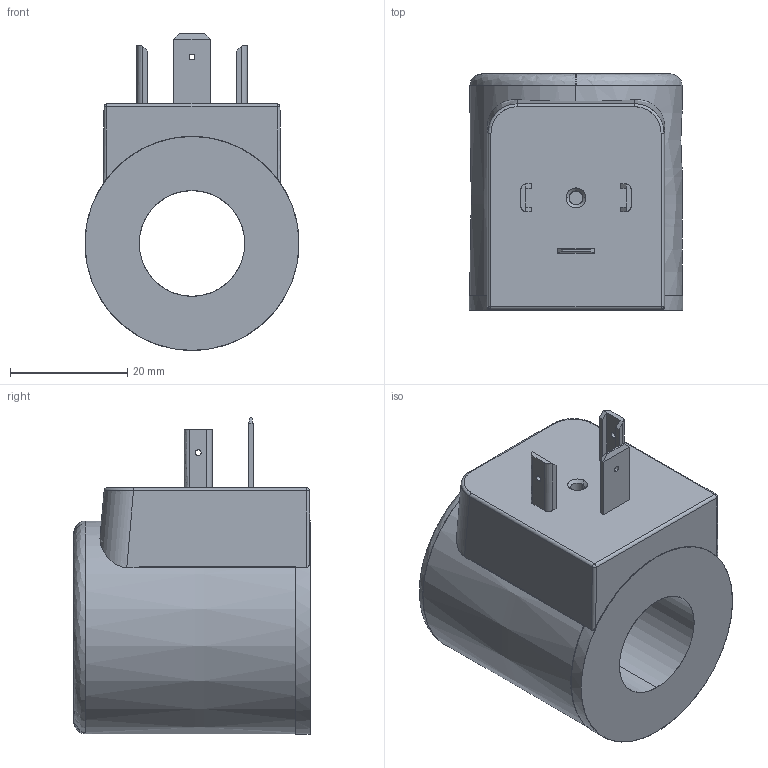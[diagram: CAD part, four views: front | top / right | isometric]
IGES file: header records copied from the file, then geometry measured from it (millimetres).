
Start section: SolidWorks IGES file using analytic representation for surfaces
Global section: file name: Magnetspule_36-40_DIN.IGS; native system: SolidWorks 2014; preprocessor: SolidWorks 2014; author: Neubauer; date: 160718.083615; units: millimetre
Bounding box: 36.5 x 40.3 x 54.05 mm (x, y, z)
Surface area: 12320.1 mm2 (no closed solid volume)
Topology: 0 solids, 0 shells, 83 faces, 1068 edges, 1066 vertices
Faces by surface type: bspline 50, revolution 33
